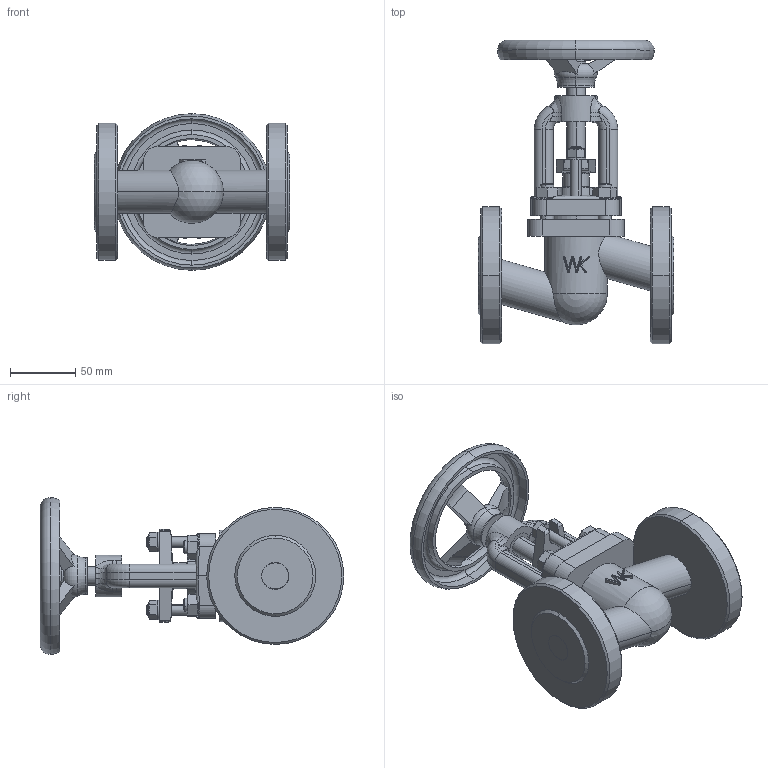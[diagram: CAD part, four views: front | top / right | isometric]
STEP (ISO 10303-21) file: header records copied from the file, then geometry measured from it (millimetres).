
FILE_DESCRIPTION (( 'STEP AP214' ), '1' );
FILE_NAME ('218 DN20 uproszczony.STEP', '2015-05-29T11:08:45', ( '' ), ( '' ), 'SwSTEP 2.0', 'SolidWorks 2015', '' );
FILE_SCHEMA (( 'AUTOMOTIVE_DESIGN' ));
Length unit declared in the file: millimetre
Products named in the file (1): 218 DN20 uproszczony
Bounding box: 150 x 232.5 x 120 mm (x, y, z)
Volume: 728445.8 mm3; surface area: 139258.3 mm2
Topology: 2 solids, 2 shells, 466 faces, 1155 edges, 702 vertices
Faces by surface type: plane 160, cylinder 154, cone 64, bspline 35, torus 34, sphere 19
Entity records: 20112 total; most frequent: CARTESIAN_POINT 6462, ORIENTED_EDGE 2272, DIRECTION 2081, EDGE_CURVE 1136, AXIS2_PLACEMENT_3D 851, VERTEX_POINT 700, EDGE_LOOP 514, ADVANCED_FACE 466
